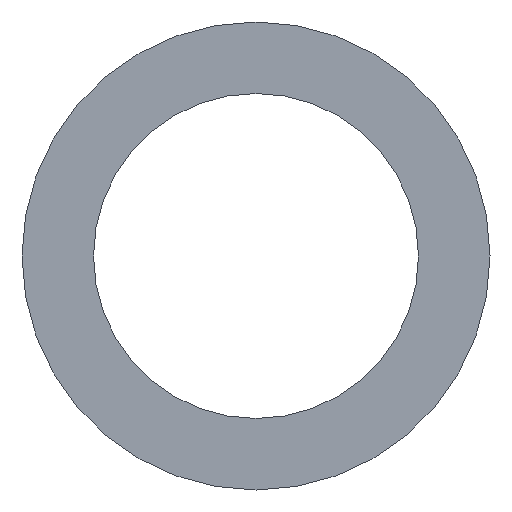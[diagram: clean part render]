
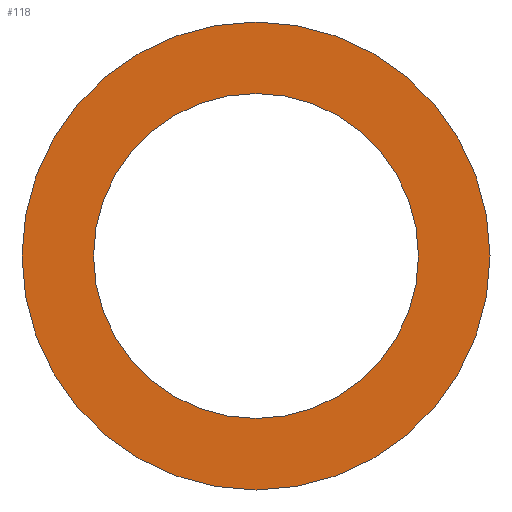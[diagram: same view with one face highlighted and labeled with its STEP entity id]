
A CAD part, left-side view. The second image highlights one B-rep face of the part: STEP entity #118.
In plain terms, the highlighted planar face has unit normal (-1, 0, 0).
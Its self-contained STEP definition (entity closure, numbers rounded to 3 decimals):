
#76 = VERTEX_POINT( '', #190 );
#78 = EDGE_CURVE( '', #128, #76, #192, .T. );
#112 = EDGE_CURVE( '', #76, #128, #231, .T. );
#114 = EDGE_CURVE( '', #144, #122, #233, .T. );
#118 = ADVANCED_FACE( '', ( #238, #239 ), #240, .T. );
#122 = VERTEX_POINT( '', #244 );
#128 = VERTEX_POINT( '', #250 );
#142 = EDGE_CURVE( '', #122, #144, #265, .T. );
#144 = VERTEX_POINT( '', #267 );
#190 = CARTESIAN_POINT( '', ( -93., 73.6, 0. ) );
#192 = CIRCLE( '', #309, 73.6 );
#231 = CIRCLE( '', #357, 73.6 );
#233 = CIRCLE( '', #360, 106. );
#238 = FACE_BOUND( '', #365, .T. );
#239 = FACE_OUTER_BOUND( '', #366, .T. );
#240 = PLANE( '', #367 );
#244 = CARTESIAN_POINT( '', ( -93., -106., 0. ) );
#250 = CARTESIAN_POINT( '', ( -93., -73.6, 0. ) );
#265 = CIRCLE( '', #402, 106. );
#267 = CARTESIAN_POINT( '', ( -93., 106., 0. ) );
#309 = AXIS2_PLACEMENT_3D( '', #447, #448, #449 );
#357 = AXIS2_PLACEMENT_3D( '', #496, #497, #498 );
#360 = AXIS2_PLACEMENT_3D( '', #499, #500, #501 );
#365 = EDGE_LOOP( '', ( #511, #512 ) );
#366 = EDGE_LOOP( '', ( #513, #514 ) );
#367 = AXIS2_PLACEMENT_3D( '', #515, #516, #517 );
#402 = AXIS2_PLACEMENT_3D( '', #543, #544, #545 );
#447 = CARTESIAN_POINT( '', ( -93., 0., 0. ) );
#448 = DIRECTION( '', ( -1., 0., 0. ) );
#449 = DIRECTION( '', ( 0., 1., 0. ) );
#496 = CARTESIAN_POINT( '', ( -93., 0., 0. ) );
#497 = DIRECTION( '', ( -1., 0., 0. ) );
#498 = DIRECTION( '', ( 0., 1., 0. ) );
#499 = CARTESIAN_POINT( '', ( -93., 0., 0. ) );
#500 = DIRECTION( '', ( -1., 0., 0. ) );
#501 = DIRECTION( '', ( 0., 1., 0. ) );
#511 = ORIENTED_EDGE( '', *, *, #112, .F. );
#512 = ORIENTED_EDGE( '', *, *, #78, .F. );
#513 = ORIENTED_EDGE( '', *, *, #114, .T. );
#514 = ORIENTED_EDGE( '', *, *, #142, .T. );
#515 = CARTESIAN_POINT( '', ( -93., 89.8, 0. ) );
#516 = DIRECTION( '', ( -1., 0., 0. ) );
#517 = DIRECTION( '', ( 0., 1., 0. ) );
#543 = CARTESIAN_POINT( '', ( -93., 0., 0. ) );
#544 = DIRECTION( '', ( -1., 0., 0. ) );
#545 = DIRECTION( '', ( 0., 1., 0. ) );
